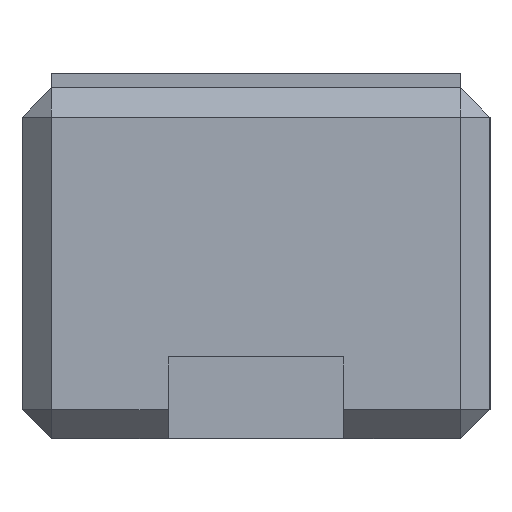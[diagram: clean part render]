
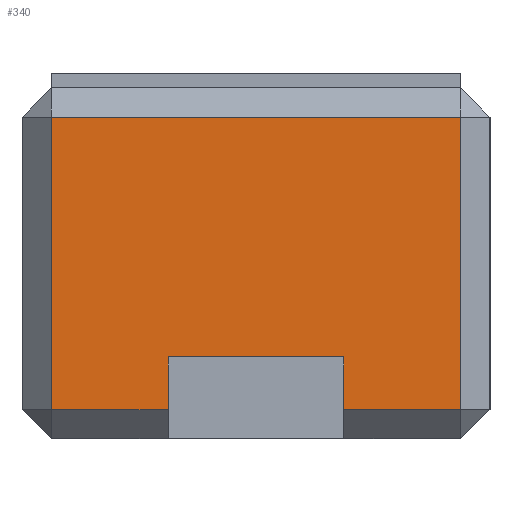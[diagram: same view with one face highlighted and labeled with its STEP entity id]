
A CAD part, left-side view. The second image highlights one B-rep face of the part: STEP entity #340.
In plain terms, the highlighted planar face has unit normal (-1, 0, 0).
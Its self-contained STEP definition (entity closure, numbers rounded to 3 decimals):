
#13=DIRECTION('',(0.,0.,1.));
#14=DIRECTION('',(1.,0.,0.));
#28=VECTOR('',#13,1.);
#35=VECTOR('',#36,1.);
#36=DIRECTION('',(0.,1.,0.));
#144=CARTESIAN_POINT('',(-0.6,-0.4,0.55));
#197=VERTEX_POINT('',#198);
#198=CARTESIAN_POINT('',(-0.6,-0.35,0.55));
#204=EDGE_CURVE('',#197,#205,#207,.T.);
#205=VERTEX_POINT('',#206);
#206=CARTESIAN_POINT('',(-0.6,0.35,0.55));
#207=LINE('',#144,#35);
#259=CARTESIAN_POINT('',(-0.6,-0.4,0.05));
#262=CARTESIAN_POINT('',(-0.6,-0.4,0.));
#340=ADVANCED_FACE('',(#341),#383,.F.);
#341=FACE_BOUND('',#342,.F.);
#342=EDGE_LOOP('',(#343,#349,#354,#360,#368,#374,#378,#382));
#343=ORIENTED_EDGE('',*,*,#344,.F.);
#344=EDGE_CURVE('',#345,#197,#347,.T.);
#345=VERTEX_POINT('',#346);
#346=CARTESIAN_POINT('',(-0.6,-0.35,0.05));
#347=LINE('',#348,#28);
#348=CARTESIAN_POINT('',(-0.6,-0.35,0.));
#349=ORIENTED_EDGE('',*,*,#350,.T.);
#350=EDGE_CURVE('',#345,#351,#353,.T.);
#351=VERTEX_POINT('',#352);
#352=CARTESIAN_POINT('',(-0.6,-0.15,0.05));
#353=LINE('',#259,#35);
#354=ORIENTED_EDGE('',*,*,#355,.T.);
#355=EDGE_CURVE('',#351,#356,#358,.T.);
#356=VERTEX_POINT('',#357);
#357=CARTESIAN_POINT('',(-0.6,-0.15,0.14));
#358=LINE('',#359,#28);
#359=CARTESIAN_POINT('',(-0.6,-0.15,0.));
#360=ORIENTED_EDGE('',*,*,#361,.F.);
#361=EDGE_CURVE('',#362,#356,#364,.T.);
#362=VERTEX_POINT('',#363);
#363=CARTESIAN_POINT('',(-0.6,0.15,0.14));
#364=LINE('',#365,#366);
#365=CARTESIAN_POINT('',(-0.6,-0.275,0.14));
#366=VECTOR('',#367,1.);
#367=DIRECTION('',(0.,-1.,0.));
#368=ORIENTED_EDGE('',*,*,#369,.F.);
#369=EDGE_CURVE('',#370,#362,#372,.T.);
#370=VERTEX_POINT('',#371);
#371=CARTESIAN_POINT('',(-0.6,0.15,0.05));
#372=LINE('',#373,#28);
#373=CARTESIAN_POINT('',(-0.6,0.15,0.));
#374=ORIENTED_EDGE('',*,*,#375,.T.);
#375=EDGE_CURVE('',#370,#376,#353,.T.);
#376=VERTEX_POINT('',#377);
#377=CARTESIAN_POINT('',(-0.6,0.35,0.05));
#378=ORIENTED_EDGE('',*,*,#379,.T.);
#379=EDGE_CURVE('',#376,#205,#380,.T.);
#380=LINE('',#381,#28);
#381=CARTESIAN_POINT('',(-0.6,0.35,0.));
#382=ORIENTED_EDGE('',*,*,#204,.F.);
#383=PLANE('',#384);
#384=AXIS2_PLACEMENT_3D('',#262,#14,#13);
